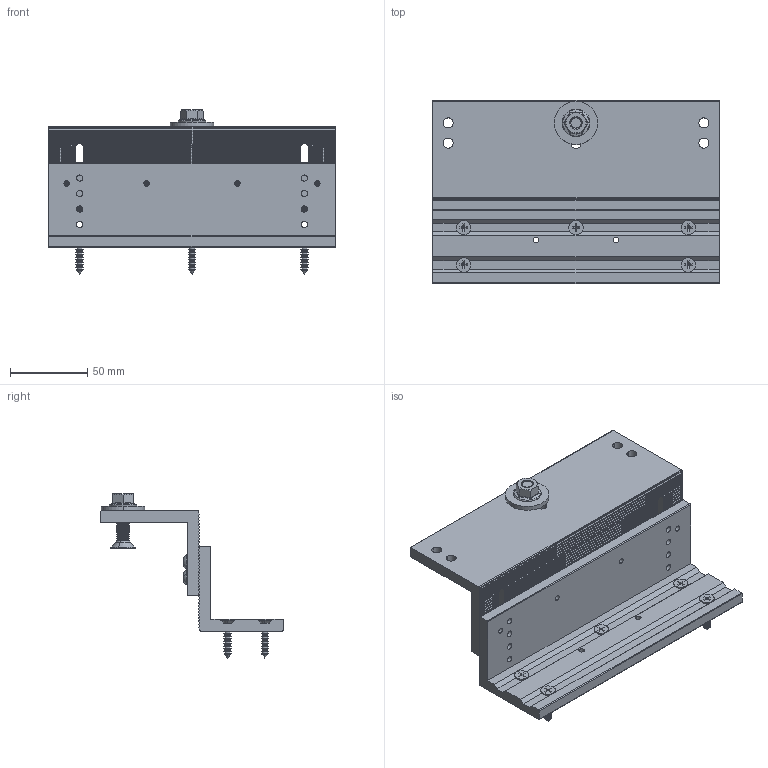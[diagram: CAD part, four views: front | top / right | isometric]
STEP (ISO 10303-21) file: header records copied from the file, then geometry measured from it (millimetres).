
FILE_DESCRIPTION (( 'STEP AP214' ), '1' );
FILE_NAME ('EF300_550Z.step', '2021-07-29T14:13:33', ( '' ), ( '' ), 'SwSTEP 2.0', 'SolidWorks 2020', '' );
FILE_SCHEMA (( 'AUTOMOTIVE_DESIGN' ));
Length unit declared in the file: millimetre
Products named in the file (15): Washer ISO 7094 - 8-1; EF300-EF550-ZL CP OPTIMISE R2-1; ISO 7046-1 - M8 x 35 - Z --- 35S-1; ISO 7380 - M5 x 12 --- 12S-6; Tapping screw DIN 7982-ST4.8x25-C-H-S-1; ISO 7380 - M5 x 12 --- 12S-5; Tapping screw DIN 7982-ST4.8x25-C-H-S-5; ISO 7380 - M5 x 12 --- 12S-3; EF300-EF550-ZL PORTE OPTIMISE R1-1; Tapping screw DIN 7982-ST4.8x25-C-H-S-3; EF300_550Z; Tapping screw DIN 7982-ST4.8x25-C-H-S-2; Hexagon Flange Nut ISO - 4161 - M8 - N-1; ISO 7380 - M5 x 12 --- 12S-4; Tapping screw DIN 7982-ST4.8x25-C-H-S-4
Assembly tree (14 placements, depth 2):
  EF300_550Z
    Tapping screw DIN 7982-ST4.8x25-C-H-S-1
    EF300-EF550-ZL PORTE OPTIMISE R1-1
    Hexagon Flange Nut ISO - 4161 - M8 - N-1
    Washer ISO 7094 - 8-1
    ISO 7380 - M5 x 12 --- 12S-3
    ISO 7380 - M5 x 12 --- 12S-4
    ISO 7380 - M5 x 12 --- 12S-5
    ISO 7380 - M5 x 12 --- 12S-6
    EF300-EF550-ZL CP OPTIMISE R2-1
    Tapping screw DIN 7982-ST4.8x25-C-H-S-2
    Tapping screw DIN 7982-ST4.8x25-C-H-S-5
    Tapping screw DIN 7982-ST4.8x25-C-H-S-4
    Tapping screw DIN 7982-ST4.8x25-C-H-S-3
    ISO 7046-1 - M8 x 35 - Z --- 35S-1
Bounding box: 185 x 118 x 106 mm (x, y, z)
Volume: 288005.1 mm3; surface area: 99467 mm2
Topology: 14 solids, 14 shells, 1682 faces, 4342 edges, 2664 vertices
Faces by surface type: cone 624, cylinder 608, plane 404, bspline 26, torus 12, sphere 8
Entity records: 52782 total; most frequent: CARTESIAN_POINT 10449, DIRECTION 9118, ORIENTED_EDGE 8644, EDGE_CURVE 4322, AXIS2_PLACEMENT_3D 3461, VERTEX_POINT 2664, VECTOR 2196, LINE 2196
